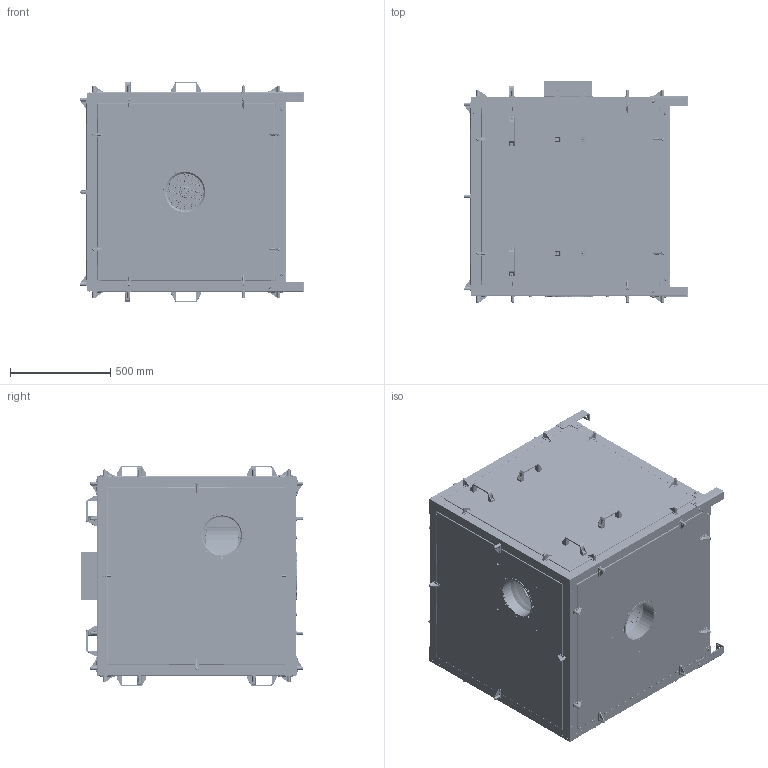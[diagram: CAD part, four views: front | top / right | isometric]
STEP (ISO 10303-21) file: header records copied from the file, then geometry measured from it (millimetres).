
FILE_DESCRIPTION(/* description */ ('814K37 WPA-BOX-8'),/* implementation_level */ '2;1');
FILE_NAME(/* name */ 'karta zmian ''a''\814K37 WPA-BOX-8.stp',/* time_stamp */ '2022-05-13T12:37:43+02:00',/* author */ ('a.korpacki'),/* organization */ ('KLIMAWENT S.A.'),/* preprocessor_version */ 'ST-DEVELOPER v18.1',/* originating_system */ 'Autodesk Inventor 2021',/* authorisation */ '');
FILE_SCHEMA (('AUTOMOTIVE_DESIGN { 1 0 10303 214 3 1 1 }'));
Products named in the file (1): ~~
Bounding box: 1123.4 x 1111.2 x 1103.6 mm (x, y, z)
Volume: 211810472.2 mm3; surface area: 19447445.4 mm2
Topology: 17 solids, 17 shells, 9585 faces, 24878 edges, 15515 vertices
Faces by surface type: plane 5704, cylinder 2218, cone 664, torus 617, bspline 237, sphere 145
Full cylindrical faces by diameter (mm): 2 x13, 3 x20, 3.2 x12, 3.3 x69, 3.4 x21, 3.5 x74, 4 x10, 4.3 x13, 4.567 x8, 4.8 x3, 4.92 x13, 5 x11, 5.2 x11, 5.3 x11, 5.8 x8, 6 x2, 6.5 x24, 6.88 x3, 7 x6, 8 x152, 8.2 x1, 8.4 x8, 8.5 x6, 8.67 x14, 8.88 x1, 9 x43, 10 x31, 11 x6, 11.1 x4, 11.63 x16
Entity records: 313495 total; most frequent: CARTESIAN_POINT 68908, ORIENTED_EDGE 49340, DIRECTION 48274, EDGE_CURVE 24670, AXIS2_PLACEMENT_3D 16636, VERTEX_POINT 15515, LINE 15002, VECTOR 15002
